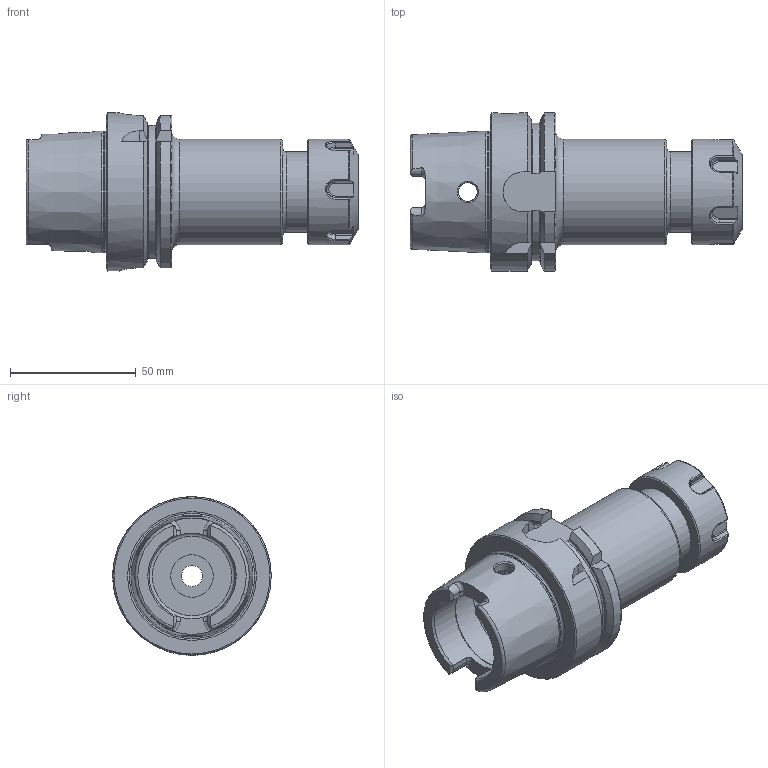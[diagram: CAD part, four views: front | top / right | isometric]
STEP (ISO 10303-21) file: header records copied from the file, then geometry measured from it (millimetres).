
FILE_DESCRIPTION(/* description */ (''),/* implementation_level */ '2;1');
FILE_NAME(/* name */ 'BQ014.stp',/* time_stamp */ '2022-01-19T08:54:36+09:00',/* author */ ('eos'),/* organization */ (''),/* preprocessor_version */ 'ST-DEVELOPER v18.1',/* originating_system */ 'Autodesk Inventor 2022',/* authorisation */ '');
FILE_SCHEMA (('AUTOMOTIVE_DESIGN { 1 0 10303 214 3 1 1 }'));
Length unit declared in the file: millimetre
Products named in the file (3): HSK63A-ER25-100; HSK63A; ER25NUT
Assembly tree (2 placements, depth 2):
  HSK63A-ER25-100
    HSK63A
    ER25NUT
Bounding box: 132 x 63 x 63 mm (x, y, z)
Volume: 152868.2 mm3; surface area: 39680.9 mm2
Topology: 2 solids, 2 shells, 203 faces, 522 edges, 335 vertices
Faces by surface type: plane 80, cylinder 53, torus 37, cone 25, bspline 8
Full cylindrical faces by diameter (mm): 7.5 x2, 8.4 x1, 10 x1, 15.748 x1, 16.917 x1, 18.1 x2, 19 x1, 20.9 x1, 23 x1, 26.8 x1, 30.5 x1, 32 x1, 32.5 x1, 34 x2, 40 x1, 42 x2, 48.041 x1, 63 x1
Entity records: 7952 total; most frequent: CARTESIAN_POINT 2989, ORIENTED_EDGE 1044, DIRECTION 991, EDGE_CURVE 522, AXIS2_PLACEMENT_3D 395, VERTEX_POINT 334, EDGE_LOOP 222, FACE_OUTER_BOUND 203
